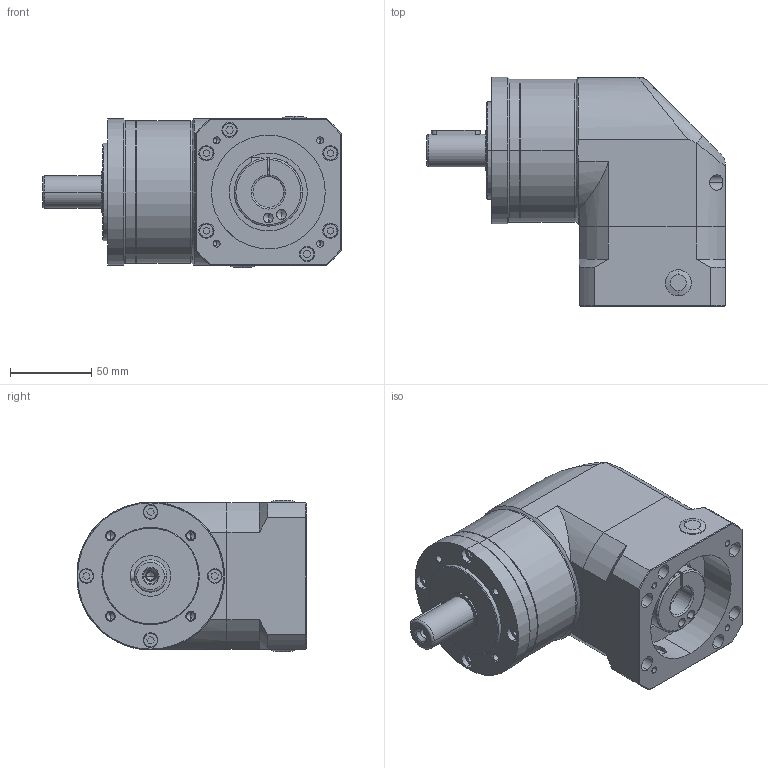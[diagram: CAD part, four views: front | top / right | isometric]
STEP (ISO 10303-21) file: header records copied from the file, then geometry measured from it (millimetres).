
FILE_DESCRIPTION (( 'STEP AP203' ), '1' );
FILE_NAME ('GPLR090-L1-(19-70-90-M5£©.STEP', '2024-07-27T06:12:54', ( '' ), ( '' ), 'SwSTEP 2.0', 'SolidWorks 2019', '' );
FILE_SCHEMA (( 'CONFIG_CONTROL_DESIGN' ));
Length unit declared in the file: millimetre
Products named in the file (1): GPLR090-L1-(19-70-90-M5）
Bounding box: 184 x 141 x 93 mm (x, y, z)
Volume: 1186753.2 mm3; surface area: 155835.5 mm2
Topology: 24 solids, 24 shells, 552 faces, 1275 edges, 796 vertices
Faces by surface type: plane 242, cylinder 171, cone 65, torus 42, bspline 28, sphere 4
Entity records: 18358 total; most frequent: CARTESIAN_POINT 5791, DIRECTION 2676, ORIENTED_EDGE 2506, EDGE_CURVE 1253, AXIS2_PLACEMENT_3D 1028, VERTEX_POINT 796, EDGE_LOOP 621, VECTOR 620
